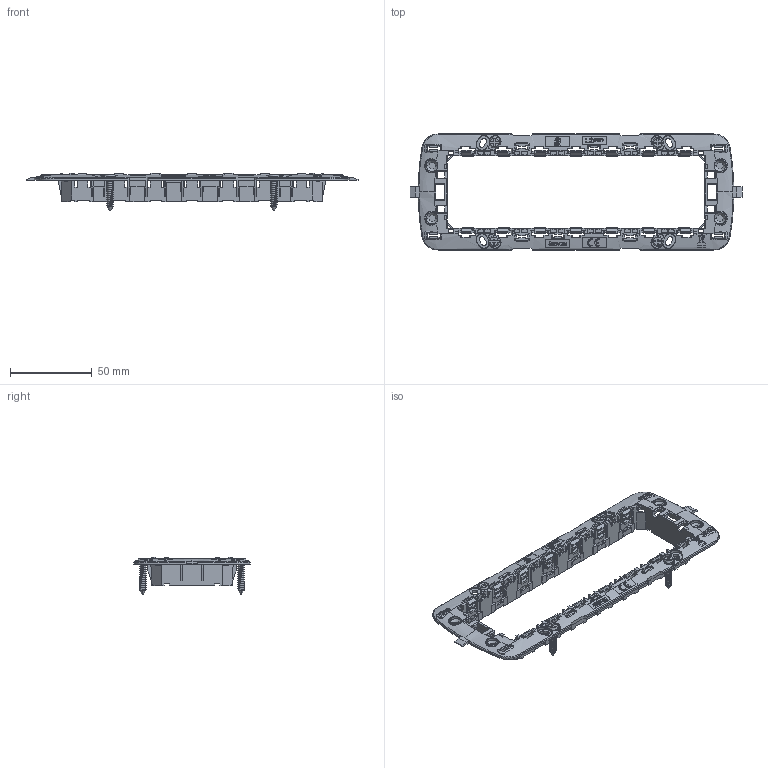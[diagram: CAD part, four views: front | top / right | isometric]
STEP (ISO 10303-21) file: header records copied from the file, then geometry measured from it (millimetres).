
FILE_DESCRIPTION (( 'STEP AP214' ), '1' );
FILE_NAME ('SEVEN-WAY-SUPPORT.STEP', '2024-01-27T05:13:21', ( '' ), ( '' ), 'SwSTEP 2.0', 'SolidWorks 2016', '' );
FILE_SCHEMA (( 'AUTOMOTIVE_DESIGN' ));
Length unit declared in the file: millimetre
Products named in the file (3): SEVEN-WAY-SUPPORT; M3.5X18藝梓蹟隊; LK42七位支架-PLANA-20230107
Assembly tree (5 placements, depth 2):
  SEVEN-WAY-SUPPORT
    LK42七位支架-PLANA-20230107
    M3.5X18藝梓蹟隊  x4
Bounding box: 203 x 71 x 22.8 mm (x, y, z)
Volume: 21799.5 mm3; surface area: 34491.6 mm2
Topology: 5 solids, 5 shells, 4033 faces, 11475 edges, 7578 vertices
Faces by surface type: plane 2971, bspline 554, cylinder 398, cone 90, sphere 12, torus 8
Entity records: 196516 total; most frequent: CARTESIAN_POINT 101679, ORIENTED_EDGE 22068, DIRECTION 15621, EDGE_CURVE 11034, VECTOR 7955, LINE 7955, VERTEX_POINT 7293, EDGE_LOOP 4113
